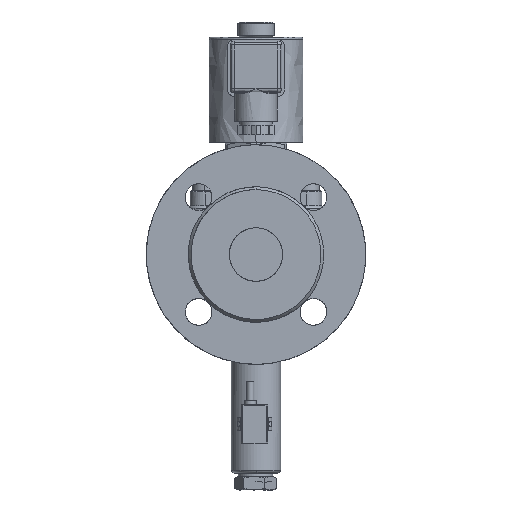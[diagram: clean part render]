
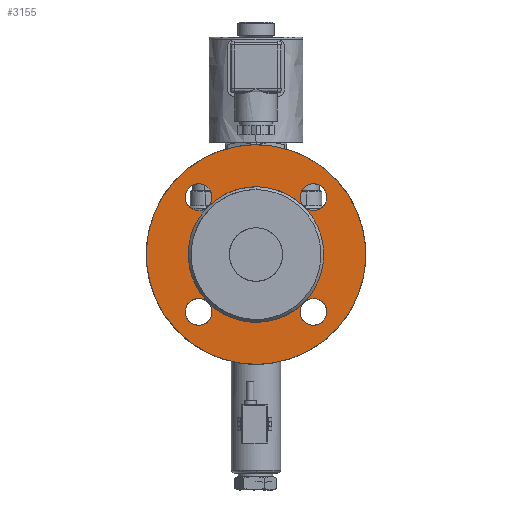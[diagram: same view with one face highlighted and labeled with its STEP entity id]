
A CAD part, front view. The second image highlights one B-rep face of the part: STEP entity #3155.
In plain terms, the highlighted free-form (B-spline) face has degree [1, 1] with [2, 2] control points.
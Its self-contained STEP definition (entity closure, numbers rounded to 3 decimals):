
#3048 = CARTESIAN_POINT ('', (0., -77.5, 57.5));
#3049 = VERTEX_POINT ('', #3048);
#3050 = CARTESIAN_POINT ('', (0., -77.5, 57.5));
#3051 = CARTESIAN_POINT ('', (57.5, -77.5, 57.5));
#3052 = CARTESIAN_POINT ('', (57.5, -77.5, 0.));
#3053 = CARTESIAN_POINT ('', (57.5, -77.5, -57.5));
#3054 = CARTESIAN_POINT ('', (0., -77.5, -57.5));
#3055 = CARTESIAN_POINT ('', (-57.5, -77.5, -57.5));
#3056 = CARTESIAN_POINT ('', (-57.5, -77.5, 0.));
#3057 = CARTESIAN_POINT ('', (-57.5, -77.5, 57.5));
#3058 = CARTESIAN_POINT ('', (0., -77.5, 57.5));
#3059 = (
   BOUNDED_CURVE ()
   B_SPLINE_CURVE (2, (#3050, #3051, #3052, #3053, #3054, #3055, #3056, #3057, #3058), .UNSPECIFIED., .T., .U.)
   B_SPLINE_CURVE_WITH_KNOTS ((3, 2, 2, 2, 3), (0., 90., 180., 270., 360.), .UNSPECIFIED.)
   CURVE ()
   GEOMETRIC_REPRESENTATION_ITEM ()
   RATIONAL_B_SPLINE_CURVE ((1., 0.707, 1., 0.707, 1., 0.707, 1., 0.707, 1.))
   REPRESENTATION_ITEM ('')
);
#3060 = EDGE_CURVE ('', #3049, #3049, #3059, .T.);
#3061 = ORIENTED_EDGE ('', *, *, #3060, .T.);
#3062 = EDGE_LOOP ('', (#3061));
#3063 = FACE_OUTER_BOUND ('', #3062, .T.);
#3064 = CARTESIAN_POINT ('', (-25.102, -77.5, -25.102));
#3065 = VERTEX_POINT ('', #3064);
#3066 = CARTESIAN_POINT ('', (-25.102, -77.5, 25.102));
#3067 = VERTEX_POINT ('', #3066);
#3068 = CARTESIAN_POINT ('', (-25.102, -77.5, -25.102));
#3069 = CARTESIAN_POINT ('', (-35.5, -77.5, -14.705));
#3070 = CARTESIAN_POINT ('', (-35.5, -77.5, 0.));
#3071 = CARTESIAN_POINT ('', (-35.5, -77.5, 14.705));
#3072 = CARTESIAN_POINT ('', (-25.102, -77.5, 25.102));
#3073 = (
   BOUNDED_CURVE ()
   B_SPLINE_CURVE (2, (#3068, #3069, #3070, #3071, #3072), .UNSPECIFIED., .F., .U.)
   B_SPLINE_CURVE_WITH_KNOTS ((3, 2, 3), (225., 270., 315.), .UNSPECIFIED.)
   CURVE ()
   GEOMETRIC_REPRESENTATION_ITEM ()
   RATIONAL_B_SPLINE_CURVE ((1., 0.924, 1., 0.924, 1.))
   REPRESENTATION_ITEM ('')
);
#3074 = EDGE_CURVE ('', #3065, #3067, #3073, .T.);
#3075 = ORIENTED_EDGE ('', *, *, #3074, .F.);
#3076 = CARTESIAN_POINT ('', (-25.102, -77.5, -25.102));
#3077 = CARTESIAN_POINT ('', (-20.153, -77.5, -30.052));
#3078 = CARTESIAN_POINT ('', (-25.102, -77.5, -35.002));
#3079 = CARTESIAN_POINT ('', (-30.052, -77.5, -39.952));
#3080 = CARTESIAN_POINT ('', (-35.002, -77.5, -35.002));
#3081 = CARTESIAN_POINT ('', (-39.952, -77.5, -30.052));
#3082 = CARTESIAN_POINT ('', (-35.002, -77.5, -25.102));
#3083 = CARTESIAN_POINT ('', (-30.052, -77.5, -20.153));
#3084 = CARTESIAN_POINT ('', (-25.102, -77.5, -25.102));
#3085 = (
   BOUNDED_CURVE ()
   B_SPLINE_CURVE (2, (#3076, #3077, #3078, #3079, #3080, #3081, #3082, #3083, #3084), .UNSPECIFIED., .T., .U.)
   B_SPLINE_CURVE_WITH_KNOTS ((3, 2, 2, 2, 3), (135., 225., 315., 405., 495.), .UNSPECIFIED.)
   CURVE ()
   GEOMETRIC_REPRESENTATION_ITEM ()
   RATIONAL_B_SPLINE_CURVE ((1., 0.707, 1., 0.707, 1., 0.707, 1., 0.707, 1.))
   REPRESENTATION_ITEM ('')
);
#3086 = EDGE_CURVE ('', #3065, #3065, #3085, .T.);
#3087 = ORIENTED_EDGE ('', *, *, #3086, .F.);
#3088 = CARTESIAN_POINT ('', (25.102, -77.5, -25.102));
#3089 = VERTEX_POINT ('', #3088);
#3090 = CARTESIAN_POINT ('', (25.102, -77.5, -25.102));
#3091 = CARTESIAN_POINT ('', (14.705, -77.5, -35.5));
#3092 = CARTESIAN_POINT ('', (0., -77.5, -35.5));
#3093 = CARTESIAN_POINT ('', (-14.705, -77.5, -35.5));
#3094 = CARTESIAN_POINT ('', (-25.102, -77.5, -25.102));
#3095 = (
   BOUNDED_CURVE ()
   B_SPLINE_CURVE (2, (#3090, #3091, #3092, #3093, #3094), .UNSPECIFIED., .F., .U.)
   B_SPLINE_CURVE_WITH_KNOTS ((3, 2, 3), (135., 180., 225.), .UNSPECIFIED.)
   CURVE ()
   GEOMETRIC_REPRESENTATION_ITEM ()
   RATIONAL_B_SPLINE_CURVE ((1., 0.924, 1., 0.924, 1.))
   REPRESENTATION_ITEM ('')
);
#3096 = EDGE_CURVE ('', #3089, #3065, #3095, .T.);
#3097 = ORIENTED_EDGE ('', *, *, #3096, .F.);
#3098 = CARTESIAN_POINT ('', (25.102, -77.5, -25.102));
#3099 = CARTESIAN_POINT ('', (30.052, -77.5, -20.153));
#3100 = CARTESIAN_POINT ('', (35.002, -77.5, -25.102));
#3101 = CARTESIAN_POINT ('', (39.952, -77.5, -30.052));
#3102 = CARTESIAN_POINT ('', (35.002, -77.5, -35.002));
#3103 = CARTESIAN_POINT ('', (30.052, -77.5, -39.952));
#3104 = CARTESIAN_POINT ('', (25.102, -77.5, -35.002));
#3105 = CARTESIAN_POINT ('', (20.153, -77.5, -30.052));
#3106 = CARTESIAN_POINT ('', (25.102, -77.5, -25.102));
#3107 = (
   BOUNDED_CURVE ()
   B_SPLINE_CURVE (2, (#3098, #3099, #3100, #3101, #3102, #3103, #3104, #3105, #3106), .UNSPECIFIED., .T., .U.)
   B_SPLINE_CURVE_WITH_KNOTS ((3, 2, 2, 2, 3), (45., 135., 225., 315., 405.), .UNSPECIFIED.)
   CURVE ()
   GEOMETRIC_REPRESENTATION_ITEM ()
   RATIONAL_B_SPLINE_CURVE ((1., 0.707, 1., 0.707, 1., 0.707, 1., 0.707, 1.))
   REPRESENTATION_ITEM ('')
);
#3108 = EDGE_CURVE ('', #3089, #3089, #3107, .T.);
#3109 = ORIENTED_EDGE ('', *, *, #3108, .F.);
#3110 = CARTESIAN_POINT ('', (25.102, -77.5, 25.102));
#3111 = VERTEX_POINT ('', #3110);
#3112 = CARTESIAN_POINT ('', (25.102, -77.5, 25.102));
#3113 = CARTESIAN_POINT ('', (50.205, -77.5, 0.));
#3114 = CARTESIAN_POINT ('', (25.102, -77.5, -25.102));
#3115 = (
   BOUNDED_CURVE ()
   B_SPLINE_CURVE (2, (#3112, #3113, #3114), .UNSPECIFIED., .F., .U.)
   B_SPLINE_CURVE_WITH_KNOTS ((3, 3), (45., 135.), .UNSPECIFIED.)
   CURVE ()
   GEOMETRIC_REPRESENTATION_ITEM ()
   RATIONAL_B_SPLINE_CURVE ((1., 0.707, 1.))
   REPRESENTATION_ITEM ('')
);
#3116 = EDGE_CURVE ('', #3111, #3089, #3115, .T.);
#3117 = ORIENTED_EDGE ('', *, *, #3116, .F.);
#3118 = CARTESIAN_POINT ('', (25.102, -77.5, 25.102));
#3119 = CARTESIAN_POINT ('', (20.153, -77.5, 30.052));
#3120 = CARTESIAN_POINT ('', (25.102, -77.5, 35.002));
#3121 = CARTESIAN_POINT ('', (30.052, -77.5, 39.952));
#3122 = CARTESIAN_POINT ('', (35.002, -77.5, 35.002));
#3123 = CARTESIAN_POINT ('', (39.952, -77.5, 30.052));
#3124 = CARTESIAN_POINT ('', (35.002, -77.5, 25.102));
#3125 = CARTESIAN_POINT ('', (30.052, -77.5, 20.153));
#3126 = CARTESIAN_POINT ('', (25.102, -77.5, 25.102));
#3127 = (
   BOUNDED_CURVE ()
   B_SPLINE_CURVE (2, (#3118, #3119, #3120, #3121, #3122, #3123, #3124, #3125, #3126), .UNSPECIFIED., .T., .U.)
   B_SPLINE_CURVE_WITH_KNOTS ((3, 2, 2, 2, 3), (315., 405., 495., 585., 675.), .UNSPECIFIED.)
   CURVE ()
   GEOMETRIC_REPRESENTATION_ITEM ()
   RATIONAL_B_SPLINE_CURVE ((1., 0.707, 1., 0.707, 1., 0.707, 1., 0.707, 1.))
   REPRESENTATION_ITEM ('')
);
#3128 = EDGE_CURVE ('', #3111, #3111, #3127, .T.);
#3129 = ORIENTED_EDGE ('', *, *, #3128, .F.);
#3130 = CARTESIAN_POINT ('', (-25.102, -77.5, 25.102));
#3131 = CARTESIAN_POINT ('', (0., -77.5, 50.205));
#3132 = CARTESIAN_POINT ('', (25.102, -77.5, 25.102));
#3133 = (
   BOUNDED_CURVE ()
   B_SPLINE_CURVE (2, (#3130, #3131, #3132), .UNSPECIFIED., .F., .U.)
   B_SPLINE_CURVE_WITH_KNOTS ((3, 3), (315., 405.), .UNSPECIFIED.)
   CURVE ()
   GEOMETRIC_REPRESENTATION_ITEM ()
   RATIONAL_B_SPLINE_CURVE ((1., 0.707, 1.))
   REPRESENTATION_ITEM ('')
);
#3134 = EDGE_CURVE ('', #3067, #3111, #3133, .T.);
#3135 = ORIENTED_EDGE ('', *, *, #3134, .F.);
#3136 = CARTESIAN_POINT ('', (-25.102, -77.5, 25.102));
#3137 = CARTESIAN_POINT ('', (-30.052, -77.5, 20.153));
#3138 = CARTESIAN_POINT ('', (-35.002, -77.5, 25.102));
#3139 = CARTESIAN_POINT ('', (-39.952, -77.5, 30.052));
#3140 = CARTESIAN_POINT ('', (-35.002, -77.5, 35.002));
#3141 = CARTESIAN_POINT ('', (-30.052, -77.5, 39.952));
#3142 = CARTESIAN_POINT ('', (-25.102, -77.5, 35.002));
#3143 = CARTESIAN_POINT ('', (-20.153, -77.5, 30.052));
#3144 = CARTESIAN_POINT ('', (-25.102, -77.5, 25.102));
#3145 = (
   BOUNDED_CURVE ()
   B_SPLINE_CURVE (2, (#3136, #3137, #3138, #3139, #3140, #3141, #3142, #3143, #3144), .UNSPECIFIED., .T., .U.)
   B_SPLINE_CURVE_WITH_KNOTS ((3, 2, 2, 2, 3), (225., 315., 405., 495., 585.), .UNSPECIFIED.)
   CURVE ()
   GEOMETRIC_REPRESENTATION_ITEM ()
   RATIONAL_B_SPLINE_CURVE ((1., 0.707, 1., 0.707, 1., 0.707, 1., 0.707, 1.))
   REPRESENTATION_ITEM ('')
);
#3146 = EDGE_CURVE ('', #3067, #3067, #3145, .T.);
#3147 = ORIENTED_EDGE ('', *, *, #3146, .F.);
#3148 = EDGE_LOOP ('', (#3075, #3087, #3097, #3109, #3117, #3129, #3135, #3147));
#3149 = FACE_BOUND ('', #3148, .T.);
#3150 = CARTESIAN_POINT ('', (57.5, -77.5, -57.5));
#3151 = CARTESIAN_POINT ('', (57.5, -77.5, 57.5));
#3152 = CARTESIAN_POINT ('', (-57.5, -77.5, -57.5));
#3153 = CARTESIAN_POINT ('', (-57.5, -77.5, 57.5));
#3154 = B_SPLINE_SURFACE_WITH_KNOTS ('', 1, 1, ((#3150, #3151), (#3152, #3153)), .UNSPECIFIED., .F., .F., .U., (2, 2), (2, 2), (0.001, 115.001), (-115.001, -0.001), .UNSPECIFIED.);
#3155 = ADVANCED_FACE ('', (#3063, #3149), #3154, .T.);
